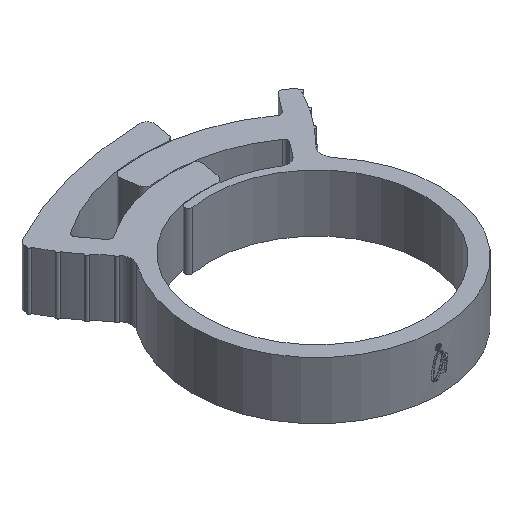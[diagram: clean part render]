
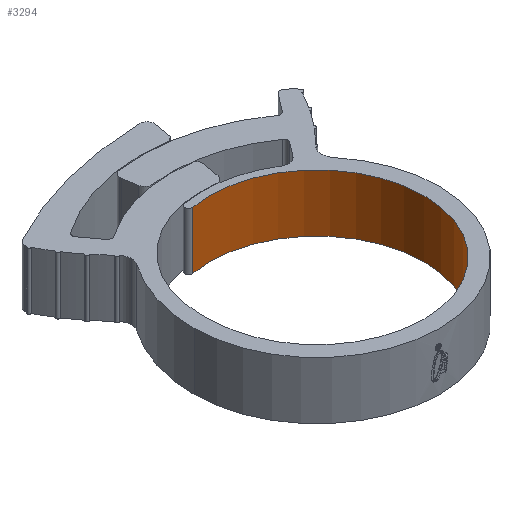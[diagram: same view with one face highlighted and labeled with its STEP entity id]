
A CAD part, isometric view. The second image highlights one B-rep face of the part: STEP entity #3294.
In plain terms, the highlighted cylindrical face has radius 14.95 mm (diameter 29.9 mm), a partial arc.
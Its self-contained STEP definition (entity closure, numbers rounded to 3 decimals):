
#74 = CARTESIAN_POINT ( 'NONE',  ( -2.6, 14.722, 4. ) ) ;
#146 = EDGE_LOOP ( 'NONE', ( #1173, #4413, #1293, #5313 ) ) ;
#255 = VERTEX_POINT ( 'NONE', #4704 ) ;
#263 = VERTEX_POINT ( 'NONE', #3765 ) ;
#274 = CIRCLE ( 'NONE', #286, 14.95 ) ;
#286 = AXIS2_PLACEMENT_3D ( 'NONE', #3908, #5918, #3339 ) ;
#726 = VERTEX_POINT ( 'NONE', #74 ) ;
#895 = VECTOR ( 'NONE', #1359, 1000. ) ;
#1064 = CYLINDRICAL_SURFACE ( 'NONE', #4110, 14.95 ) ;
#1173 = ORIENTED_EDGE ( 'NONE', *, *, #6409, .T. ) ;
#1293 = ORIENTED_EDGE ( 'NONE', *, *, #5722, .F. ) ;
#1359 = DIRECTION ( 'NONE',  ( 0., 0., -1. ) ) ;
#1389 = CARTESIAN_POINT ( 'NONE',  ( -2.6, 14.722, 4. ) ) ;
#1660 = CIRCLE ( 'NONE', #4973, 14.95 ) ;
#1719 = DIRECTION ( 'NONE',  ( 0., 0., -1. ) ) ;
#2125 = DIRECTION ( 'NONE',  ( -1., 0., 0. ) ) ;
#2815 = CARTESIAN_POINT ( 'NONE',  ( -2.6, 14.722, -4. ) ) ;
#3108 = DIRECTION ( 'NONE',  ( -1., 0., 0. ) ) ;
#3294 = ADVANCED_FACE ( 'NONE', ( #6222 ), #1064, .F. ) ;
#3305 = CARTESIAN_POINT ( 'NONE',  ( -14.95, 0., 4. ) ) ;
#3337 = DIRECTION ( 'NONE',  ( 0., 0., -1. ) ) ;
#3339 = DIRECTION ( 'NONE',  ( -1., 0., 0. ) ) ;
#3765 = CARTESIAN_POINT ( 'NONE',  ( -14.95, 0., 4. ) ) ;
#3908 = CARTESIAN_POINT ( 'NONE',  ( 0., 0., 4. ) ) ;
#4110 = AXIS2_PLACEMENT_3D ( 'NONE', #4151, #1719, #3108 ) ;
#4151 = CARTESIAN_POINT ( 'NONE',  ( 0., 0., 4. ) ) ;
#4162 = VERTEX_POINT ( 'NONE', #2815 ) ;
#4413 = ORIENTED_EDGE ( 'NONE', *, *, #4627, .F. ) ;
#4474 = LINE ( 'NONE', #1389, #895 ) ;
#4627 = EDGE_CURVE ( 'NONE', #263, #255, #6387, .T. ) ;
#4704 = CARTESIAN_POINT ( 'NONE',  ( -14.95, 0., -4. ) ) ;
#4747 = EDGE_CURVE ( 'NONE', #726, #4162, #4474, .T. ) ;
#4973 = AXIS2_PLACEMENT_3D ( 'NONE', #5116, #6212, #2125 ) ;
#5116 = CARTESIAN_POINT ( 'NONE',  ( 0., 0., -4. ) ) ;
#5313 = ORIENTED_EDGE ( 'NONE', *, *, #4747, .T. ) ;
#5676 = VECTOR ( 'NONE', #3337, 1000. ) ;
#5722 = EDGE_CURVE ( 'NONE', #726, #263, #274, .T. ) ;
#5918 = DIRECTION ( 'NONE',  ( 0., 0., -1. ) ) ;
#6212 = DIRECTION ( 'NONE',  ( 0., 0., -1. ) ) ;
#6222 = FACE_OUTER_BOUND ( 'NONE', #146, .T. ) ;
#6387 = LINE ( 'NONE', #3305, #5676 ) ;
#6409 = EDGE_CURVE ( 'NONE', #4162, #255, #1660, .T. ) ;
